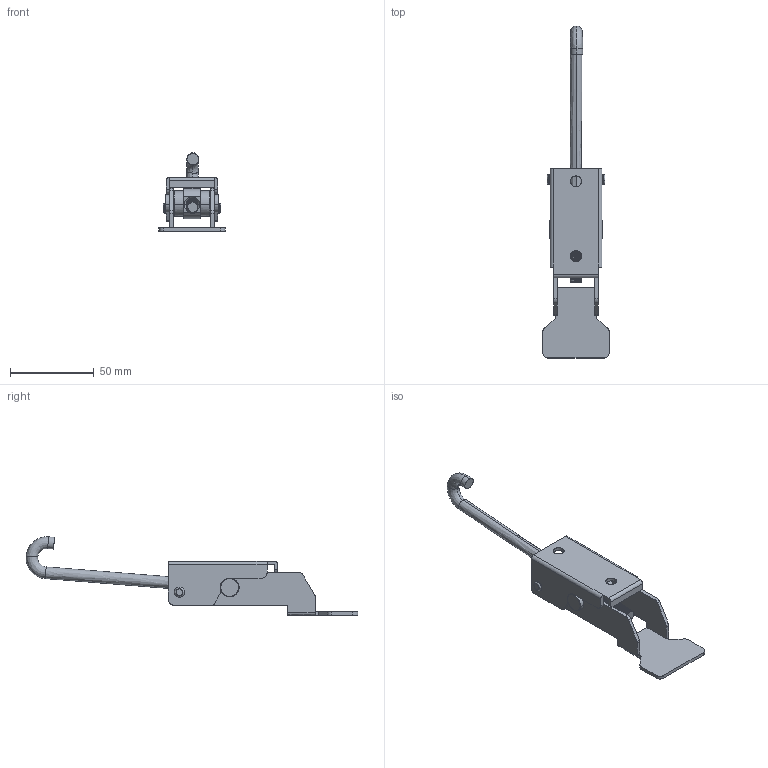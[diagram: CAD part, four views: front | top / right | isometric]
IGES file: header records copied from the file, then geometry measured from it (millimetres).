
Start section: SolidWorks IGES file using analytic representation for surfaces
Global section: file name: TH-40325.IGS,15HSolidWorks; native system: 2008; preprocessor: SolidWorks 2008; author: Administrator; date: 091201.142407; units: millimetre
Bounding box: 39.5 x 197.93 x 46.69 mm (x, y, z)
Surface area: 26299.7 mm2 (no closed solid volume)
Topology: 0 solids, 0 shells, 310 faces, 5727 edges, 5727 vertices
Faces by surface type: revolution 182, bspline 128
